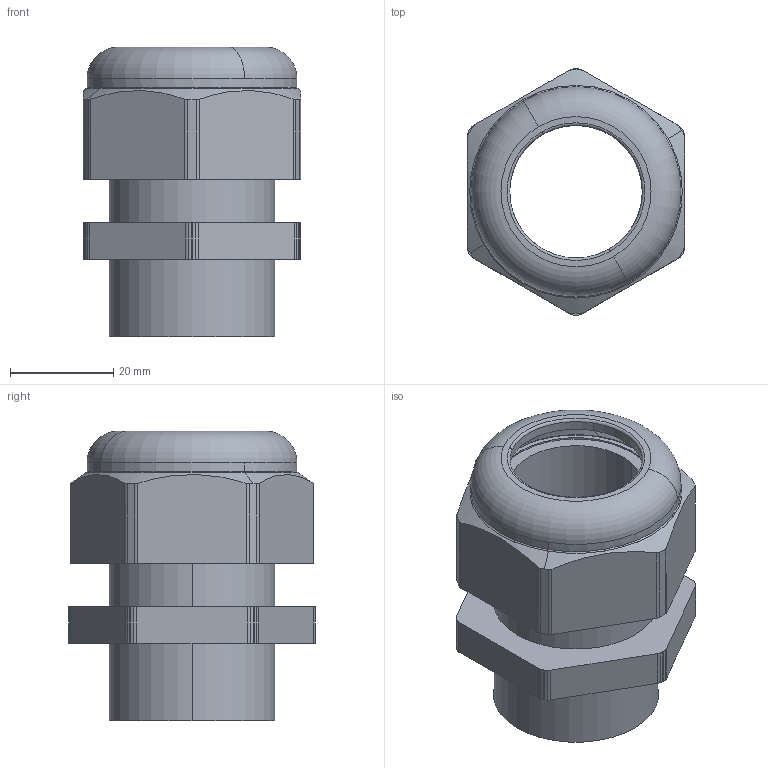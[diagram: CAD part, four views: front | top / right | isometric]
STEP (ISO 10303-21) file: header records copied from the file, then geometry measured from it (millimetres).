
FILE_DESCRIPTION(('CATIA V5 STEP Exchange','CAx-IF Rec.Pracs.--- Model Styling and Organization---1.4--- 2014-01-23'),'2;1');
FILE_NAME ('020982-2_1_1772320000_1772320000.stp','2019-11-07T06:59:45+00:00',('none'),('Weidmueller'),'CATIA Version 5-6 Release 2016 SP3 HF44','CATIA V5 STEP AP214','none');
FILE_SCHEMA(('AUTOMOTIVE_DESIGN { 1 0 10303 214 1 1 1 1 }'));
Length unit declared in the file: millimetre
Products named in the file (1): VG_M32_18-25
Bounding box: 42 x 47.67 x 56 mm (x, y, z)
Volume: 30343.3 mm3; surface area: 22172.1 mm2
Topology: 3 solids, 3 shells, 108 faces, 285 edges, 187 vertices
Faces by surface type: cylinder 58, plane 34, cone 10, torus 6
Entity records: 3511 total; most frequent: CARTESIAN_POINT 919, ORIENTED_EDGE 570, DIRECTION 440, EDGE_CURVE 285, AXIS2_PLACEMENT_3D 206, VERTEX_POINT 187, VECTOR 130, LINE 130
